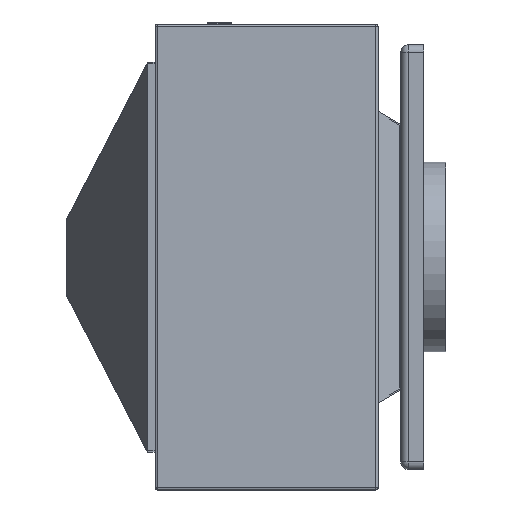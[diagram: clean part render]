
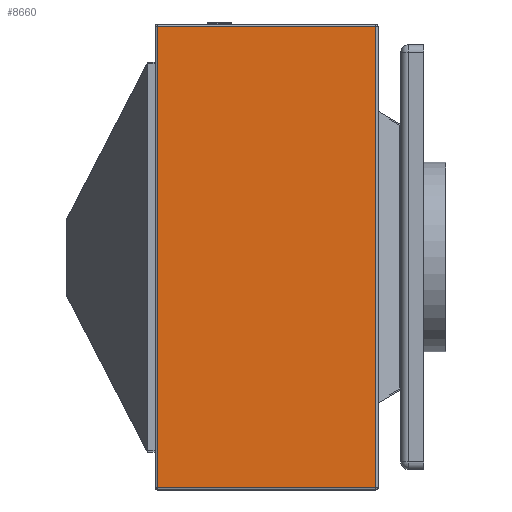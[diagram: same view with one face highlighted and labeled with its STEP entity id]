
A CAD part, left-side view. The second image highlights one B-rep face of the part: STEP entity #8660.
In plain terms, the highlighted planar face has unit normal (-1, 0, 0).
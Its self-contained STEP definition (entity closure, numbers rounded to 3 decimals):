
#4918 = LINE ( 'NONE', #4969, #4968 ) ;
#4919 = CARTESIAN_POINT ( 'NONE',  ( -307., 354., -307. ) ) ;
#4920 = PLANE ( 'NONE',  #4972 ) ;
#4921 = FACE_OUTER_BOUND ( 'NONE', #8661, .T. ) ;
#4967 = DIRECTION ( 'NONE',  ( 0., 0., -1. ) ) ;
#4968 = VECTOR ( 'NONE', #4967, 1000. ) ;
#4969 = CARTESIAN_POINT ( 'NONE',  ( -307., 351., -307. ) ) ;
#4970 = DIRECTION ( 'NONE',  ( 0., 0., -1. ) ) ;
#4971 = DIRECTION ( 'NONE',  ( 1., 0., 0. ) ) ;
#4972 = AXIS2_PLACEMENT_3D ( 'NONE', #4919, #4971, #4970 ) ;
#5045 = DIRECTION ( 'NONE',  ( 0., 1., 0. ) ) ;
#5046 = VECTOR ( 'NONE', #5045, 1000. ) ;
#5047 = CARTESIAN_POINT ( 'NONE',  ( -307., 354., 304. ) ) ;
#5048 = LINE ( 'NONE', #5047, #5046 ) ;
#5049 = CARTESIAN_POINT ( 'NONE',  ( -307., 63., 304. ) ) ;
#5050 = DIRECTION ( 'NONE',  ( 0., 0., 1. ) ) ;
#5051 = VECTOR ( 'NONE', #5050, 1000. ) ;
#5052 = CARTESIAN_POINT ( 'NONE',  ( -307., 63., -307. ) ) ;
#5053 = LINE ( 'NONE', #5052, #5051 ) ;
#5054 = CARTESIAN_POINT ( 'NONE',  ( -307., 63., -304. ) ) ;
#5055 = DIRECTION ( 'NONE',  ( 0., -1., 0. ) ) ;
#5056 = VECTOR ( 'NONE', #5055, 1000. ) ;
#5057 = CARTESIAN_POINT ( 'NONE',  ( -307., 354., -304. ) ) ;
#5058 = LINE ( 'NONE', #5057, #5056 ) ;
#5059 = CARTESIAN_POINT ( 'NONE',  ( -307., 351., -304. ) ) ;
#5060 = CARTESIAN_POINT ( 'NONE',  ( -307., 351., 304. ) ) ;
#8660 = ADVANCED_FACE ( 'NONE', ( #4921 ), #4920, .F. ) ;
#8661 = EDGE_LOOP ( 'NONE', ( #8662, #8719, #8722, #8725 ) ) ;
#8662 = ORIENTED_EDGE ( 'NONE', *, *, #8663, .T. ) ;
#8663 = EDGE_CURVE ( 'NONE', #8717, #8718, #4918, .T. ) ;
#8717 = VERTEX_POINT ( 'NONE', #5060 ) ;
#8718 = VERTEX_POINT ( 'NONE', #5059 ) ;
#8719 = ORIENTED_EDGE ( 'NONE', *, *, #8720, .T. ) ;
#8720 = EDGE_CURVE ( 'NONE', #8718, #8721, #5058, .T. ) ;
#8721 = VERTEX_POINT ( 'NONE', #5054 ) ;
#8722 = ORIENTED_EDGE ( 'NONE', *, *, #8723, .T. ) ;
#8723 = EDGE_CURVE ( 'NONE', #8721, #8724, #5053, .T. ) ;
#8724 = VERTEX_POINT ( 'NONE', #5049 ) ;
#8725 = ORIENTED_EDGE ( 'NONE', *, *, #8726, .T. ) ;
#8726 = EDGE_CURVE ( 'NONE', #8724, #8717, #5048, .T. ) ;
